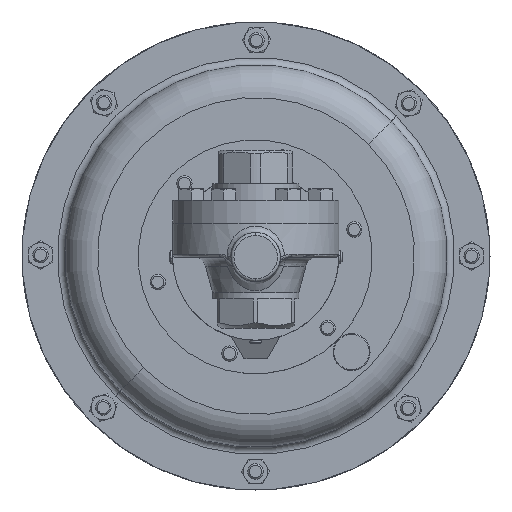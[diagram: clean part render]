
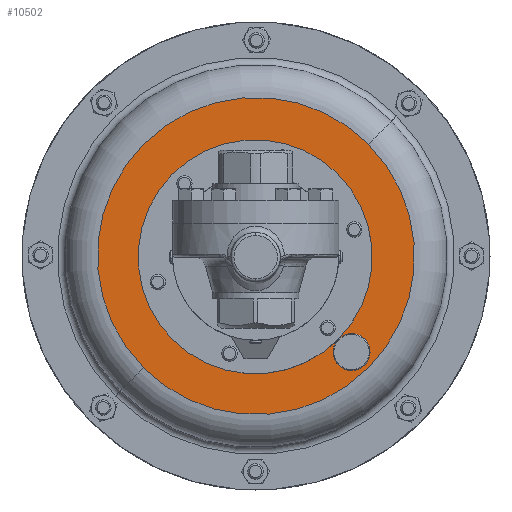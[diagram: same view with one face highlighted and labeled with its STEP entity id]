
A CAD part, front view. The second image highlights one B-rep face of the part: STEP entity #10502.
In plain terms, the highlighted planar face has unit normal (0, -1, 0).
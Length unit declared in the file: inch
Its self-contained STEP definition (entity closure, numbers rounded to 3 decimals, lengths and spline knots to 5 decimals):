
#109 = EDGE_CURVE ( 'NONE', #2366, #14148, #114, .T. ) ;
#114 = CIRCLE ( 'NONE', #3261, 3.219 ) ;
#681 = CARTESIAN_POINT ( 'NONE',  ( 2.46806, 9.24371, 3.00317 ) ) ;
#1405 = AXIS2_PLACEMENT_3D ( 'NONE', #19054, #3137, #3784 ) ;
#2326 = ORIENTED_EDGE ( 'NONE', *, *, #5509, .T. ) ;
#2366 = VERTEX_POINT ( 'NONE', #13543 ) ;
#2987 = CIRCLE ( 'NONE', #14992, 3.219 ) ;
#3028 = CIRCLE ( 'NONE', #11495, 2.375 ) ;
#3054 = EDGE_CURVE ( 'NONE', #14148, #2366, #2987, .T. ) ;
#3101 = CARTESIAN_POINT ( 'NONE',  ( 0.78733, 9.24371, 1.29307 ) ) ;
#3137 = DIRECTION ( 'NONE',  ( 0., 1., 0. ) ) ;
#3261 = AXIS2_PLACEMENT_3D ( 'NONE', #681, #15858, #18978 ) ;
#3413 = CIRCLE ( 'NONE', #5726, 2.375 ) ;
#3586 = VERTEX_POINT ( 'NONE', #18589 ) ;
#3784 = DIRECTION ( 'NONE',  ( 0.792, 0., 0.61 ) ) ;
#4284 = AXIS2_PLACEMENT_3D ( 'NONE', #16916, #7589, #15317 ) ;
#4497 = EDGE_CURVE ( 'NONE', #6992, #17467, #3413, .T. ) ;
#4654 = AXIS2_PLACEMENT_3D ( 'NONE', #9507, #9574, #11156 ) ;
#4767 = PLANE ( 'NONE',  #8288 ) ;
#5509 = EDGE_CURVE ( 'NONE', #8655, #6992, #3028, .T. ) ;
#5661 = EDGE_CURVE ( 'NONE', #17467, #3586, #9560, .T. ) ;
#5726 = AXIS2_PLACEMENT_3D ( 'NONE', #9463, #18790, #7946 ) ;
#5800 = DIRECTION ( 'NONE',  ( 0.709, 0., 0.705 ) ) ;
#5876 = ORIENTED_EDGE ( 'NONE', *, *, #5661, .T. ) ;
#6254 = DIRECTION ( 'NONE',  ( 0.701, 0., 0.713 ) ) ;
#6992 = VERTEX_POINT ( 'NONE', #16819 ) ;
#7077 = VERTEX_POINT ( 'NONE', #18236 ) ;
#7109 = DIRECTION ( 'NONE',  ( 0., 1., 0. ) ) ;
#7342 = FACE_OUTER_BOUND ( 'NONE', #18762, .T. ) ;
#7393 = CARTESIAN_POINT ( 'NONE',  ( 2.46806, 9.24371, 3.00317 ) ) ;
#7547 = FACE_BOUND ( 'NONE', #19616, .T. ) ;
#7589 = DIRECTION ( 'NONE',  ( 0., 1., 0. ) ) ;
#7863 = CARTESIAN_POINT ( 'NONE',  ( 2.45201, 9.24371, 2.98702 ) ) ;
#7946 = DIRECTION ( 'NONE',  ( 0.701, 0., 0.713 ) ) ;
#8211 = DIRECTION ( 'NONE',  ( 0., -1., 0. ) ) ;
#8288 = AXIS2_PLACEMENT_3D ( 'NONE', #11296, #8211, #17504 ) ;
#8655 = VERTEX_POINT ( 'NONE', #3101 ) ;
#9463 = CARTESIAN_POINT ( 'NONE',  ( 2.45201, 9.24371, 2.98702 ) ) ;
#9507 = CARTESIAN_POINT ( 'NONE',  ( 2.45201, 9.24371, 2.98702 ) ) ;
#9560 = CIRCLE ( 'NONE', #13565, 0.375 ) ;
#9574 = DIRECTION ( 'NONE',  ( 0., 1., 0. ) ) ;
#9583 = ORIENTED_EDGE ( 'NONE', *, *, #19350, .T. ) ;
#9792 = ORIENTED_EDGE ( 'NONE', *, *, #4497, .T. ) ;
#10502 = ADVANCED_FACE ( 'NONE', ( #7342, #7547 ), #4767, .T. ) ;
#11102 = ORIENTED_EDGE ( 'NONE', *, *, #16918, .T. ) ;
#11156 = DIRECTION ( 'NONE',  ( 0.701, 0., 0.713 ) ) ;
#11296 = CARTESIAN_POINT ( 'NONE',  ( 4.73894, 9.24371, 0.72171 ) ) ;
#11396 = CARTESIAN_POINT ( 'NONE',  ( 4.14453, 9.24371, 1.32088 ) ) ;
#11495 = AXIS2_PLACEMENT_3D ( 'NONE', #7863, #17177, #6254 ) ;
#11590 = ORIENTED_EDGE ( 'NONE', *, *, #3054, .F. ) ;
#11694 = CIRCLE ( 'NONE', #4654, 2.375 ) ;
#13019 = VERTEX_POINT ( 'NONE', #13906 ) ;
#13469 = EDGE_CURVE ( 'NONE', #3586, #7077, #18114, .T. ) ;
#13543 = CARTESIAN_POINT ( 'NONE',  ( 0.1866, 9.24371, 0.73229 ) ) ;
#13565 = AXIS2_PLACEMENT_3D ( 'NONE', #17992, #7109, #16449 ) ;
#13906 = CARTESIAN_POINT ( 'NONE',  ( 4.13818, 9.24371, 1.31447 ) ) ;
#14148 = VERTEX_POINT ( 'NONE', #16146 ) ;
#14992 = AXIS2_PLACEMENT_3D ( 'NONE', #7393, #16721, #5800 ) ;
#15096 = ORIENTED_EDGE ( 'NONE', *, *, #13469, .T. ) ;
#15317 = DIRECTION ( 'NONE',  ( 0.792, 0., 0.61 ) ) ;
#15858 = DIRECTION ( 'NONE',  ( 0., 1., 0. ) ) ;
#16146 = CARTESIAN_POINT ( 'NONE',  ( 4.74952, 9.24371, 5.27405 ) ) ;
#16449 = DIRECTION ( 'NONE',  ( 0.792, 0., 0.61 ) ) ;
#16721 = DIRECTION ( 'NONE',  ( 0., 1., 0. ) ) ;
#16819 = CARTESIAN_POINT ( 'NONE',  ( 4.11669, 9.24371, 4.68097 ) ) ;
#16916 = CARTESIAN_POINT ( 'NONE',  ( 4.40808, 9.24371, 1.05411 ) ) ;
#16918 = EDGE_CURVE ( 'NONE', #13019, #8655, #11694, .T. ) ;
#17177 = DIRECTION ( 'NONE',  ( 0., 1., 0. ) ) ;
#17430 = ORIENTED_EDGE ( 'NONE', *, *, #109, .F. ) ;
#17467 = VERTEX_POINT ( 'NONE', #11396 ) ;
#17504 = DIRECTION ( 'NONE',  ( -0.709, 0., -0.705 ) ) ;
#17992 = CARTESIAN_POINT ( 'NONE',  ( 4.40808, 9.24371, 1.05411 ) ) ;
#18114 = CIRCLE ( 'NONE', #1405, 0.375 ) ;
#18236 = CARTESIAN_POINT ( 'NONE',  ( 4.11105, 9.24371, 0.8252 ) ) ;
#18589 = CARTESIAN_POINT ( 'NONE',  ( 4.7051, 9.24371, 1.28302 ) ) ;
#18762 = EDGE_LOOP ( 'NONE', ( #11590, #17430 ) ) ;
#18790 = DIRECTION ( 'NONE',  ( 0., 1., 0. ) ) ;
#18978 = DIRECTION ( 'NONE',  ( 0.709, 0., 0.705 ) ) ;
#19054 = CARTESIAN_POINT ( 'NONE',  ( 4.40808, 9.24371, 1.05411 ) ) ;
#19244 = CIRCLE ( 'NONE', #4284, 0.375 ) ;
#19350 = EDGE_CURVE ( 'NONE', #7077, #13019, #19244, .T. ) ;
#19616 = EDGE_LOOP ( 'NONE', ( #5876, #15096, #9583, #11102, #2326, #9792 ) ) ;
